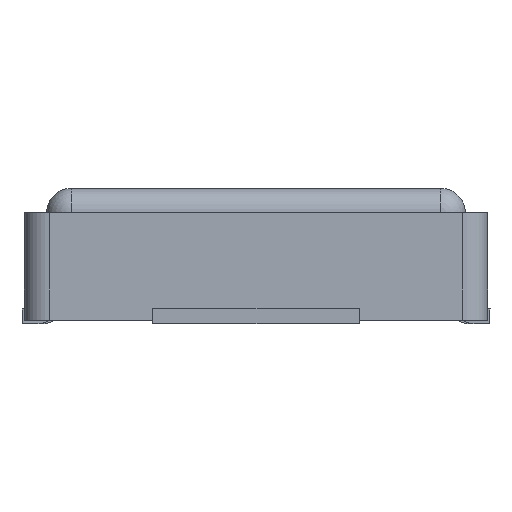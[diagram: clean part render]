
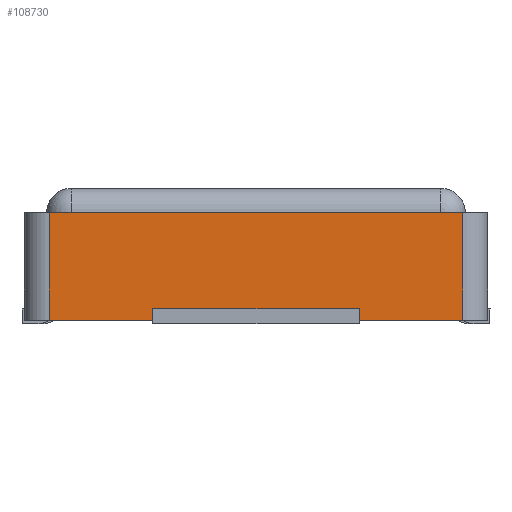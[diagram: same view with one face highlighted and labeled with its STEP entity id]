
A CAD part, front view. The second image highlights one B-rep face of the part: STEP entity #108730.
In plain terms, the highlighted face is planar.
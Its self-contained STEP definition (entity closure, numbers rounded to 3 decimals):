
#106820=CARTESIAN_POINT('',(129.138,-0.035,
-10.184));
#106830=VERTEX_POINT('',#106820);
#106860=CARTESIAN_POINT('',(0.,-0.035,
-10.184));
#106870=DIRECTION('',(1.,0.,0.));
#106880=VECTOR('',#106870,1.);
#106890=LINE('',#106860,#106880);
#106900=CARTESIAN_POINT('',(130.818,-0.035,
-10.184));
#106910=VERTEX_POINT('',#106900);
#106920=EDGE_CURVE('',#106830,#106910,#106890,.T.);
#107890=CARTESIAN_POINT('',(129.558,-0.425,
-10.184));
#107900=VERTEX_POINT('',#107890);
#108070=CARTESIAN_POINT('',(130.398,-0.425,
-10.184));
#108080=VERTEX_POINT('',#108070);
#108110=CARTESIAN_POINT('',(0.,-0.425,
-10.184));
#108120=DIRECTION('',(1.,0.,
0.));
#108130=VECTOR('',#108120,1.);
#108140=LINE('',#108110,#108130);
#108150=EDGE_CURVE('',#107900,#108080,#108140,.T.);
#108200=CARTESIAN_POINT('',(130.918,0.115,
-10.184));
#108210=DIRECTION('',(0.,0.,-1.));
#108220=DIRECTION('',(0.,1.,0.));
#108230=AXIS2_PLACEMENT_3D('',#108200,#108210,#108220);
#108240=PLANE('',#108230);
#108250=CARTESIAN_POINT('',(0.,-0.47,
-10.184));
#108260=DIRECTION('',(-1.,0.,0.));
#108270=VECTOR('',#108260,1.);
#108280=LINE('',#108250,#108270);
#108290=CARTESIAN_POINT('',(129.558,-0.47,
-10.184));
#108300=VERTEX_POINT('',#108290);
#108310=CARTESIAN_POINT('',(129.138,-0.47,
-10.184));
#108320=VERTEX_POINT('',#108310);
#108330=EDGE_CURVE('',#108300,#108320,#108280,.T.);
#108340=ORIENTED_EDGE('',*,*,#108330,.T.);
#108350=CARTESIAN_POINT('',(129.558,0.,
-10.184));
#108360=DIRECTION('',(0.,1.,
0.));
#108370=VECTOR('',#108360,1.);
#108380=LINE('',#108350,#108370);
#108390=EDGE_CURVE('',#108300,#107900,#108380,.T.);
#108400=ORIENTED_EDGE('',*,*,#108390,.F.);
#108410=ORIENTED_EDGE('',*,*,#108150,.F.);
#108420=CARTESIAN_POINT('',(130.398,0.,
-10.184));
#108430=DIRECTION('',(0.,-1.,
0.));
#108440=VECTOR('',#108430,1.);
#108450=LINE('',#108420,#108440);
#108460=CARTESIAN_POINT('',(130.398,-0.47,
-10.184));
#108470=VERTEX_POINT('',#108460);
#108480=EDGE_CURVE('',#108080,#108470,#108450,.T.);
#108490=ORIENTED_EDGE('',*,*,#108480,.F.);
#108500=CARTESIAN_POINT('',(0.,-0.47,
-10.184));
#108510=DIRECTION('',(1.,0.,0.));
#108520=VECTOR('',#108510,1.);
#108530=LINE('',#108500,#108520);
#108540=CARTESIAN_POINT('',(130.818,-0.47,
-10.184));
#108550=VERTEX_POINT('',#108540);
#108560=EDGE_CURVE('',#108470,#108550,#108530,.T.);
#108570=ORIENTED_EDGE('',*,*,#108560,.F.);
#108580=CARTESIAN_POINT('',(130.818,-0.035,
-10.184));
#108590=DIRECTION('',(0.,-1.,0.));
#108600=VECTOR('',#108590,1.);
#108610=LINE('',#108580,#108600);
#108620=EDGE_CURVE('',#106910,#108550,#108610,.T.);
#108630=ORIENTED_EDGE('',*,*,#108620,.T.);
#108640=ORIENTED_EDGE('',*,*,#106920,.T.);
#108650=CARTESIAN_POINT('',(129.138,0.,
-10.184));
#108660=DIRECTION('',(0.,-1.,0.));
#108670=VECTOR('',#108660,1.);
#108680=LINE('',#108650,#108670);
#108690=EDGE_CURVE('',#106830,#108320,#108680,.T.);
#108700=ORIENTED_EDGE('',*,*,#108690,.F.);
#108710=EDGE_LOOP('',(#108700,#108640,#108630,#108570,#108490,#108410,
#108400,#108340));
#108720=FACE_OUTER_BOUND('',#108710,.T.);
#108730=ADVANCED_FACE('',(#108720),#108240,.T.);
